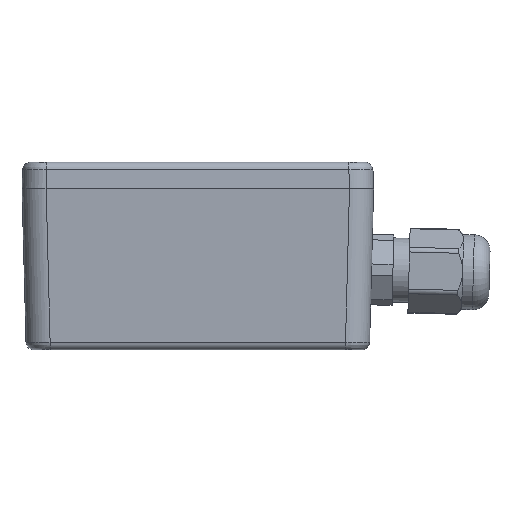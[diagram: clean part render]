
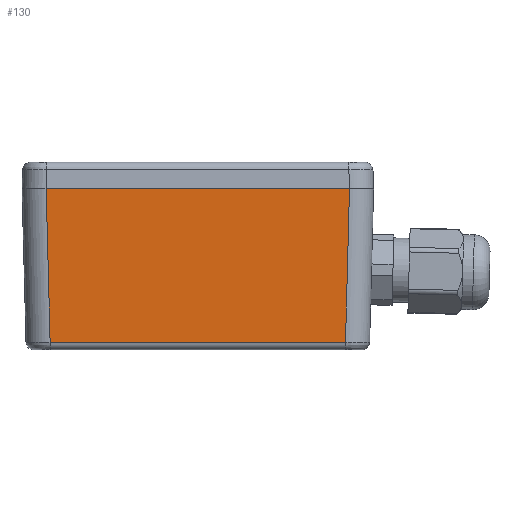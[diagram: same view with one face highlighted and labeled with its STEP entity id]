
A CAD part, front view. The second image highlights one B-rep face of the part: STEP entity #130.
In plain terms, the highlighted planar face has unit normal (0, -1, -0.026).
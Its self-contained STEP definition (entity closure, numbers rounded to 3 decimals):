
#62 = FACE_OUTER_BOUND ( 'NONE', #3962, .T. ) ;
#81 = VERTEX_POINT ( 'NONE', #8033 ) ;
#130 = ADVANCED_FACE ( 'NONE', ( #62 ), #5162, .T. ) ;
#431 = CARTESIAN_POINT ( 'NONE',  ( 60.287, -0.786, 30. ) ) ;
#874 = LINE ( 'NONE', #1543, #4401 ) ;
#1166 = CARTESIAN_POINT ( 'NONE',  ( 59.54, -0.038, 1.461 ) ) ;
#1543 = CARTESIAN_POINT ( 'NONE',  ( 59.502, -0.038, 1.461 ) ) ;
#1683 = CARTESIAN_POINT ( 'NONE',  ( 0., 0., 0. ) ) ;
#2128 = EDGE_CURVE ( 'NONE', #5618, #2573, #874, .T. ) ;
#2293 = DIRECTION ( 'NONE',  ( 0.026, 0.026, -0.999 ) ) ;
#2573 = VERTEX_POINT ( 'NONE', #1166 ) ;
#2845 = VECTOR ( 'NONE', #7773, 1000. ) ;
#3007 = ORIENTED_EDGE ( 'NONE', *, *, #9475, .F. ) ;
#3930 = VERTEX_POINT ( 'NONE', #431 ) ;
#3962 = EDGE_LOOP ( 'NONE', ( #8203, #7093, #5829, #3007 ) ) ;
#4401 = VECTOR ( 'NONE', #6601, 1000. ) ;
#4534 = DIRECTION ( 'NONE',  ( 0., 0.026, -1. ) ) ;
#4719 = VECTOR ( 'NONE', #2293, 1000. ) ;
#5122 = VECTOR ( 'NONE', #8634, 1000. ) ;
#5162 = PLANE ( 'NONE',  #5208 ) ;
#5208 = AXIS2_PLACEMENT_3D ( 'NONE', #1683, #8084, #4534 ) ;
#5468 = LINE ( 'NONE', #9311, #2845 ) ;
#5618 = VERTEX_POINT ( 'NONE', #7269 ) ;
#5829 = ORIENTED_EDGE ( 'NONE', *, *, #7060, .T. ) ;
#5998 = LINE ( 'NONE', #8183, #4719 ) ;
#6351 = LINE ( 'NONE', #8482, #5122 ) ;
#6601 = DIRECTION ( 'NONE',  ( 1., 0., 0. ) ) ;
#7060 = EDGE_CURVE ( 'NONE', #2573, #3930, #5468, .T. ) ;
#7093 = ORIENTED_EDGE ( 'NONE', *, *, #2128, .T. ) ;
#7269 = CARTESIAN_POINT ( 'NONE',  ( 4.46, -0.038, 1.461 ) ) ;
#7287 = EDGE_CURVE ( 'NONE', #81, #5618, #5998, .T. ) ;
#7773 = DIRECTION ( 'NONE',  ( 0.026, -0.026, 0.999 ) ) ;
#8033 = CARTESIAN_POINT ( 'NONE',  ( 3.713, -0.786, 30. ) ) ;
#8084 = DIRECTION ( 'NONE',  ( 0., -1., -0.026 ) ) ;
#8183 = CARTESIAN_POINT ( 'NONE',  ( 4.495, -0.003, 0.118 ) ) ;
#8203 = ORIENTED_EDGE ( 'NONE', *, *, #7287, .T. ) ;
#8482 = CARTESIAN_POINT ( 'NONE',  ( 0., -0.786, 30. ) ) ;
#8634 = DIRECTION ( 'NONE',  ( 1., 0., 0. ) ) ;
#9311 = CARTESIAN_POINT ( 'NONE',  ( 59.461, 0.041, -1.556 ) ) ;
#9475 = EDGE_CURVE ( 'NONE', #81, #3930, #6351, .T. ) ;
